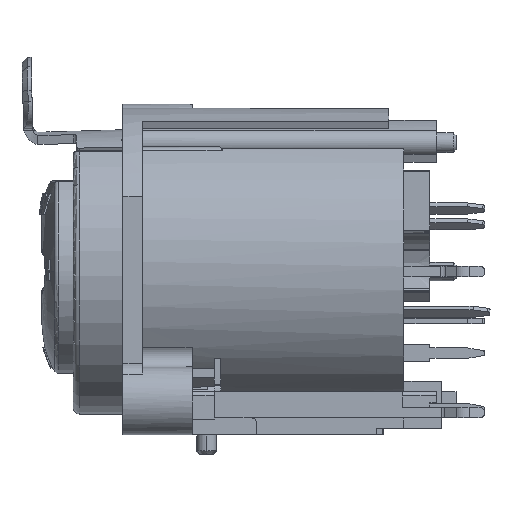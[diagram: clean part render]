
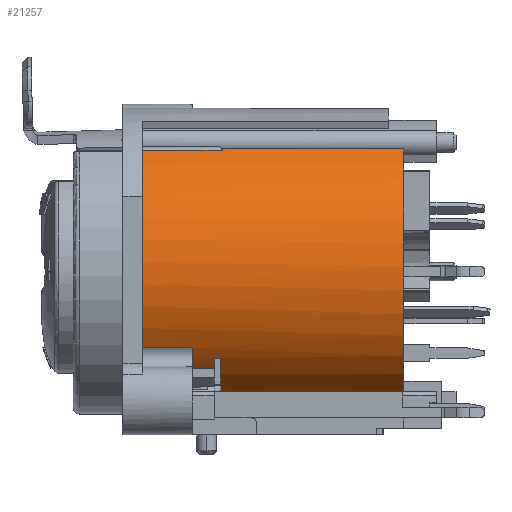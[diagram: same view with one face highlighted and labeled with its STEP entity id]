
A CAD part, left-side view. The second image highlights one B-rep face of the part: STEP entity #21257.
In plain terms, the highlighted cylindrical face has radius 10.9 mm (diameter 21.8 mm), a partial arc.
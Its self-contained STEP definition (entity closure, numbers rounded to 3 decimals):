
#1161=CARTESIAN_POINT('',(0.,26.852,
12.5));
#1162=DIRECTION('',(0.,-1.,0.));
#1163=DIRECTION('',(-0.794,0.,-0.608));
#1164=AXIS2_PLACEMENT_3D('',#1161,#1162,#1163);
#1627=CARTESIAN_POINT('',(0.,12.352,
12.5));
#1628=DIRECTION('',(0.,1.,0.));
#1629=DIRECTION('',(-0.101,0.,-0.995));
#1630=AXIS2_PLACEMENT_3D('',#1627,#1628,#1629);
#5981=CARTESIAN_POINT('',(0.,26.352,
12.5));
#5982=DIRECTION('',(0.,-1.,0.));
#5983=DIRECTION('',(-0.794,0.,-0.608));
#5984=AXIS2_PLACEMENT_3D('',#5981,#5982,#5983);
#6032=DIRECTION('',(0.,1.,0.));
#6033=VECTOR('',#6032,0.5);
#6034=CARTESIAN_POINT('',(-8.65,26.352,5.868));
#6035=LINE('',#6034,#6033);
#6036=DIRECTION('',(0.,1.,0.));
#6037=VECTOR('',#6036,1.7);
#6038=CARTESIAN_POINT('',(-8.,26.852,5.097));
#6039=LINE('',#6038,#6037);
#6040=CARTESIAN_POINT('',(0.,32.352,
12.5));
#6041=DIRECTION('',(0.,1.,0.));
#6042=DIRECTION('',(-0.844,0.,-0.536));
#6043=AXIS2_PLACEMENT_3D('',#6040,#6041,#6042);
#6045=DIRECTION('',(0.,-1.,0.));
#6046=VECTOR('',#6045,6.1);
#6047=CARTESIAN_POINT('',(-5.722,32.352,21.777));
#6048=LINE('',#6047,#6046);
#6049=DIRECTION('',(0.,1.,0.));
#6050=VECTOR('',#6049,13.5);
#6051=CARTESIAN_POINT('',(-1.1,12.352,1.656));
#6052=LINE('',#6051,#6050);
#6053=DIRECTION('',(0.,1.,0.));
#6054=VECTOR('',#6053,0.5);
#6055=CARTESIAN_POINT('',(-1.947,25.852,1.775));
#6056=LINE('',#6055,#6054);
#6124=CARTESIAN_POINT('',(0.,28.552,
12.5));
#6125=DIRECTION('',(0.,-1.,0.));
#6126=DIRECTION('',(-0.844,0.,-0.536));
#6127=AXIS2_PLACEMENT_3D('',#6124,#6125,#6126);
#6244=DIRECTION('',(0.,-1.,0.));
#6245=VECTOR('',#6244,3.8);
#6246=CARTESIAN_POINT('',(-9.204,32.352,6.661));
#6247=LINE('',#6246,#6245);
#7086=DIRECTION('',(0.,1.,0.));
#7087=VECTOR('',#7086,13.9);
#7088=CARTESIAN_POINT('',(-5.542,12.352,21.886));
#7089=LINE('',#7088,#7087);
#7105=CARTESIAN_POINT('',(0.,26.252,
12.5));
#7106=DIRECTION('',(0.,-1.,0.));
#7107=DIRECTION('',(-0.508,0.,0.861));
#7108=AXIS2_PLACEMENT_3D('',#7105,#7106,#7107);
#7536=CARTESIAN_POINT('',(0.,25.852,
12.5));
#7537=DIRECTION('',(0.,-1.,0.));
#7538=DIRECTION('',(-0.179,0.,-0.984));
#7539=AXIS2_PLACEMENT_3D('',#7536,#7537,#7538);
#11852=CARTESIAN_POINT('',(-1.1,12.352,
1.656));
#11853=CARTESIAN_POINT('',(-1.1,25.852,
1.656));
#11854=VERTEX_POINT('',#11852);
#11855=VERTEX_POINT('',#11853);
#11863=CARTESIAN_POINT('',(-8.65,26.352,5.868));
#11864=CARTESIAN_POINT('',(-1.947,26.352,
1.775));
#11865=VERTEX_POINT('',#11863);
#11866=VERTEX_POINT('',#11864);
#11867=CARTESIAN_POINT('',(-5.722,32.352,
21.777));
#11868=CARTESIAN_POINT('',(-5.722,26.252,
21.777));
#11869=VERTEX_POINT('',#11867);
#11870=VERTEX_POINT('',#11868);
#11871=CARTESIAN_POINT('',(-5.542,26.252,
21.886));
#11872=VERTEX_POINT('',#11871);
#11873=CARTESIAN_POINT('',(-5.542,12.352,
21.886));
#11874=VERTEX_POINT('',#11873);
#11875=CARTESIAN_POINT('',(-1.947,25.852,
1.775));
#11876=VERTEX_POINT('',#11875);
#12752=CARTESIAN_POINT('',(-9.204,32.352,
6.661));
#12754=VERTEX_POINT('',#12752);
#13802=CARTESIAN_POINT('',(-9.204,28.552,
6.661));
#13803=VERTEX_POINT('',#13802);
#13804=CARTESIAN_POINT('',(-8.,28.552,
5.097));
#13805=VERTEX_POINT('',#13804);
#14298=CARTESIAN_POINT('',(-8.,26.852,
5.097));
#14299=VERTEX_POINT('',#14298);
#14300=CARTESIAN_POINT('',(-8.65,26.852,
5.868));
#14301=VERTEX_POINT('',#14300);
#21226=CARTESIAN_POINT('',(0.,35.852,
12.5));
#21227=DIRECTION('',(0.,-1.,0.));
#21228=DIRECTION('',(-1.,0.,0.));
#21229=AXIS2_PLACEMENT_3D('',#21226,#21227,#21228);
#21230=CYLINDRICAL_SURFACE('',#21229,10.9);
#21231=ORIENTED_EDGE('',*,*,#21142,.T.);
#21232=ORIENTED_EDGE('',*,*,#14867,.T.);
#21234=ORIENTED_EDGE('',*,*,#21233,.T.);
#21236=ORIENTED_EDGE('',*,*,#21235,.F.);
#21238=ORIENTED_EDGE('',*,*,#21237,.F.);
#21240=ORIENTED_EDGE('',*,*,#21239,.T.);
#21242=ORIENTED_EDGE('',*,*,#21241,.T.);
#21244=ORIENTED_EDGE('',*,*,#21243,.F.);
#21246=ORIENTED_EDGE('',*,*,#21245,.F.);
#21247=ORIENTED_EDGE('',*,*,#15249,.F.);
#21249=ORIENTED_EDGE('',*,*,#21248,.T.);
#21251=ORIENTED_EDGE('',*,*,#21250,.F.);
#21253=ORIENTED_EDGE('',*,*,#21252,.T.);
#21254=ORIENTED_EDGE('',*,*,#21198,.F.);
#21255=EDGE_LOOP('',(#21231,#21232,#21234,#21236,#21238,#21240,#21242,#21244,
#21246,#21247,#21249,#21251,#21253,#21254));
#21256=FACE_OUTER_BOUND('',#21255,.F.);
#1165=CIRCLE('',#1164,10.9);
#1631=CIRCLE('',#1630,10.9);
#5985=CIRCLE('',#5984,10.9);
#6044=CIRCLE('',#6043,10.9);
#6128=CIRCLE('',#6127,10.9);
#7109=CIRCLE('',#7108,10.9);
#7540=CIRCLE('',#7539,10.9);
#14867=EDGE_CURVE('',#14301,#14299,#1165,.T.);
#15249=EDGE_CURVE('',#11854,#11874,#1631,.T.);
#21142=EDGE_CURVE('',#11865,#14301,#6035,.T.);
#21198=EDGE_CURVE('',#11865,#11866,#5985,.T.);
#21233=EDGE_CURVE('',#14299,#13805,#6039,.T.);
#21235=EDGE_CURVE('',#13803,#13805,#6128,.T.);
#21237=EDGE_CURVE('',#12754,#13803,#6247,.T.);
#21239=EDGE_CURVE('',#12754,#11869,#6044,.T.);
#21241=EDGE_CURVE('',#11869,#11870,#6048,.T.);
#21243=EDGE_CURVE('',#11872,#11870,#7109,.T.);
#21245=EDGE_CURVE('',#11874,#11872,#7089,.T.);
#21248=EDGE_CURVE('',#11854,#11855,#6052,.T.);
#21250=EDGE_CURVE('',#11876,#11855,#7540,.T.);
#21252=EDGE_CURVE('',#11876,#11866,#6056,.T.);
#21257=ADVANCED_FACE('',(#21256),#21230,.T.);
